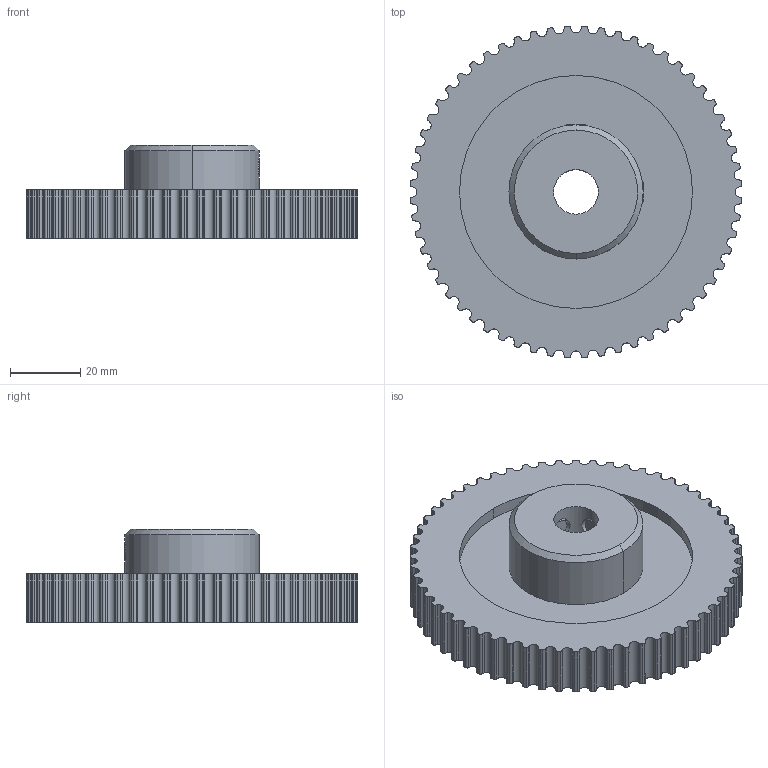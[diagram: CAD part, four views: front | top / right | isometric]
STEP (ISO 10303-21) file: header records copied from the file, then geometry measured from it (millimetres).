
FILE_DESCRIPTION((''),'2;1');
FILE_NAME('25','2025-03-16T18:16:53',('Administrator'),(''),'CREO PARAMETRIC BY PTC INC, 2020414','CREO PARAMETRIC BY PTC INC, 2020414','');
FILE_SCHEMA(('AUTOMOTIVE_DESIGN { 1 0 10303 214 1 1 1 1 }'));
Length unit declared in the file: inch
Products named in the file (1): 25
Bounding box: 94.27 x 94.27 x 26.59 mm (x, y, z)
Volume: 87950 mm3; surface area: 23899.8 mm2
Topology: 1 solids, 1 shells, 412 faces, 1195 edges, 796 vertices
Faces by surface type: cylinder 378, plane 24, cone 10
Entity records: 14311 total; most frequent: DIRECTION 2771, CARTESIAN_POINT 2510, ORIENTED_EDGE 2384, EDGE_CURVE 1192, AXIS2_PLACEMENT_3D 1171, VERTEX_POINT 790, CIRCLE 758, VECTOR 429
